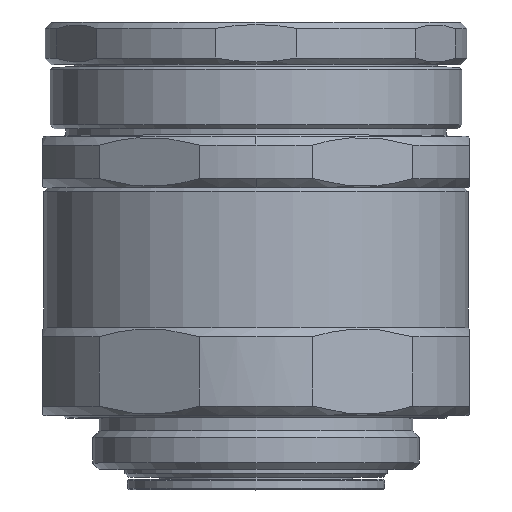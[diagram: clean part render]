
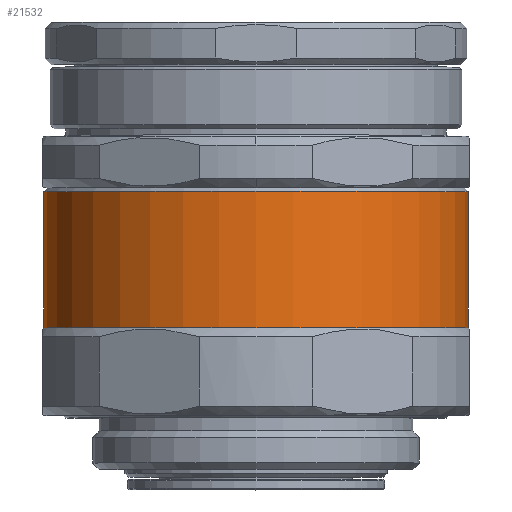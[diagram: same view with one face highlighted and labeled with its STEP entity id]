
A CAD part, top view. The second image highlights one B-rep face of the part: STEP entity #21532.
In plain terms, the highlighted cylindrical face has radius 16.5 mm (diameter 33 mm), a partial arc.
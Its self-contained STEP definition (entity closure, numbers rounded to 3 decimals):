
#20701=CARTESIAN_POINT('',(-5.5,0.,0.));
#20702=DIRECTION('',(-1.,0.,0.));
#20703=DIRECTION('',(0.,-1.,0.));
#20704=AXIS2_PLACEMENT_3D('',#20701,#20702,#20703);
#20718=DIRECTION('',(-1.,0.,0.));
#20719=VECTOR('',#20718,10.6);
#20720=CARTESIAN_POINT('',(-5.5,-16.5,0.));
#20721=LINE('',#20720,#20719);
#20722=DIRECTION('',(-1.,0.,0.));
#20723=VECTOR('',#20722,10.6);
#20724=CARTESIAN_POINT('',(-5.5,16.5,0.));
#20725=LINE('',#20724,#20723);
#20739=CARTESIAN_POINT('',(-16.1,0.,0.));
#20740=DIRECTION('',(1.,0.,0.));
#20741=DIRECTION('',(0.,1.,0.));
#20742=AXIS2_PLACEMENT_3D('',#20739,#20740,#20741);
#21108=CARTESIAN_POINT('',(-16.1,-16.5,0.));
#21109=VERTEX_POINT('',#21108);
#21110=CARTESIAN_POINT('',(-16.1,16.5,0.));
#21111=VERTEX_POINT('',#21110);
#21112=CARTESIAN_POINT('',(-5.5,-16.5,0.));
#21113=VERTEX_POINT('',#21112);
#21114=CARTESIAN_POINT('',(-5.5,16.5,0.));
#21115=VERTEX_POINT('',#21114);
#21518=CARTESIAN_POINT('',(6.595,0.,0.));
#21519=DIRECTION('',(-1.,0.,0.));
#21520=DIRECTION('',(0.,1.,0.));
#21521=AXIS2_PLACEMENT_3D('',#21518,#21519,#21520);
#21522=CYLINDRICAL_SURFACE('',#21521,16.5);
#21524=ORIENTED_EDGE('',*,*,#21523,.T.);
#21526=ORIENTED_EDGE('',*,*,#21525,.F.);
#21528=ORIENTED_EDGE('',*,*,#21527,.F.);
#21529=ORIENTED_EDGE('',*,*,#21510,.F.);
#21530=EDGE_LOOP('',(#21524,#21526,#21528,#21529));
#21531=FACE_OUTER_BOUND('',#21530,.F.);
#21532=ADVANCED_FACE('',(#21531),#21522,.T.);
#20705=CIRCLE('',#20704,16.5);
#20743=CIRCLE('',#20742,16.5);
#21510=EDGE_CURVE('',#21113,#21115,#20705,.T.);
#21523=EDGE_CURVE('',#21113,#21109,#20721,.T.);
#21525=EDGE_CURVE('',#21111,#21109,#20743,.T.);
#21527=EDGE_CURVE('',#21115,#21111,#20725,.T.);
